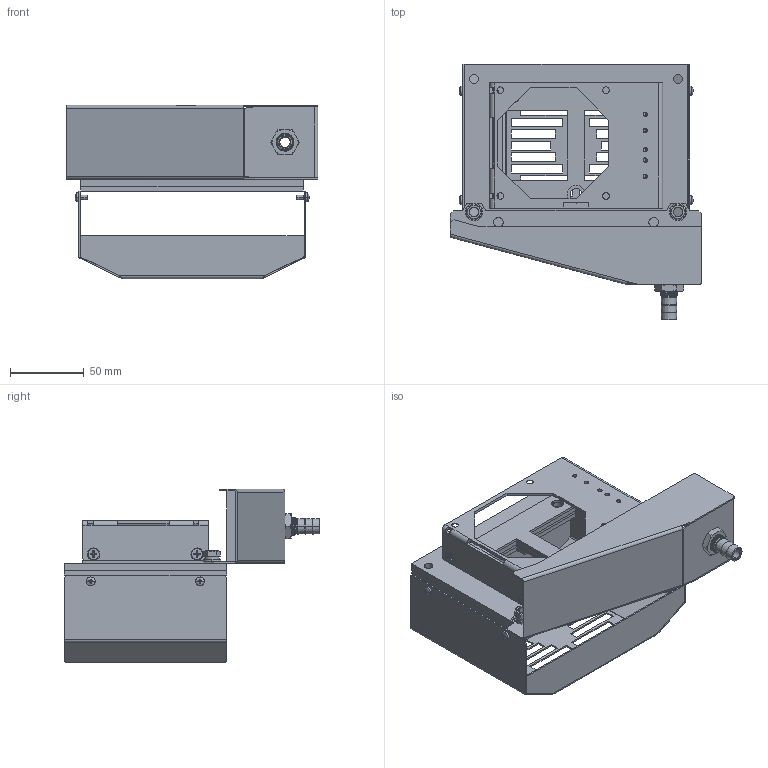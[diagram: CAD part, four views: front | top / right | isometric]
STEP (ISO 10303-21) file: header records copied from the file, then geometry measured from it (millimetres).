
FILE_DESCRIPTION((''),'2;1');
FILE_NAME('ASM0001_ASM','2017-07-12T',('briang'),(''),'CREO PARAMETRIC BY PTC INC, 2014500','CREO PARAMETRIC BY PTC INC, 2014500','');
FILE_SCHEMA(('CONFIG_CONTROL_DESIGN'));
Length unit declared in the file: millimetre
Products named in the file (19): TG3030_TG3050_CONDENSATE-146425; NYLON_WASHER_17_04X12_6X0_79_1; WATERTRAY_DRAIN_FITTING_1; LOCK_NUT_12X1_RAL9005_1; TG3030_TG3050_CONDENSATE-146434_ASM; TG3030-42979-AMB-INS1_1; TG3030-42980-AMB-INS2_1; TG3030-AMB_ASM_1_ASM; TG3030-42981-INT-INS_1; TG3030-42978-INT-DEFL_1; SCREW_DIN_965-M4X6-4_8_1; TG3030-INT_ASM_1_ASM; TG3030-42985-COVER_1; SCREW_DIN_7985-M3X6-4_8_1; TG3030-2016_ASM_1_ASM; WASHER_NYLON_M6_1; LOCKNUT_DIN_985_M6-A2_1; TG3030_TG3050_COND_DRAIN_ASSY_A_ASM; ASM0001_ASM
Assembly tree (26 placements, depth 5):
  ASM0001_ASM
    TG3030_TG3050_COND_DRAIN_ASSY_A_ASM
      TG3030_TG3050_CONDENSATE-146434_ASM
        TG3030_TG3050_CONDENSATE-146425
        NYLON_WASHER_17_04X12_6X0_79_1
        WATERTRAY_DRAIN_FITTING_1
        LOCK_NUT_12X1_RAL9005_1
      TG3030-2016_ASM_1_ASM
        TG3030-AMB_ASM_1_ASM
          TG3030-42979-AMB-INS1_1
          TG3030-42980-AMB-INS2_1
        TG3030-INT_ASM_1_ASM
          TG3030-42981-INT-INS_1
          TG3030-42978-INT-DEFL_1
          SCREW_DIN_965-M4X6-4_8_1  x4
        TG3030-42985-COVER_1
        SCREW_DIN_7985-M3X6-4_8_1  x4
      WASHER_NYLON_M6_1  x2
      LOCKNUT_DIN_985_M6-A2_1  x2
Bounding box: 170.11 x 173.06 x 117.3 mm (x, y, z)
Volume: 191706.2 mm3; surface area: 202230.6 mm2
Topology: 21 solids, 27 shells, 1008 faces, 2724 edges, 1741 vertices
Faces by surface type: plane 465, cylinder 279, cone 150, torus 72, bspline 26, extrusion 8, sphere 8
Entity records: 26194 total; most frequent: CARTESIAN_POINT 8416, ORIENTED_EDGE 3648, DIRECTION 3573, EDGE_CURVE 1834, AXIS2_PLACEMENT_3D 1262, VERTEX_POINT 1185, VECTOR 1049, LINE 1041
